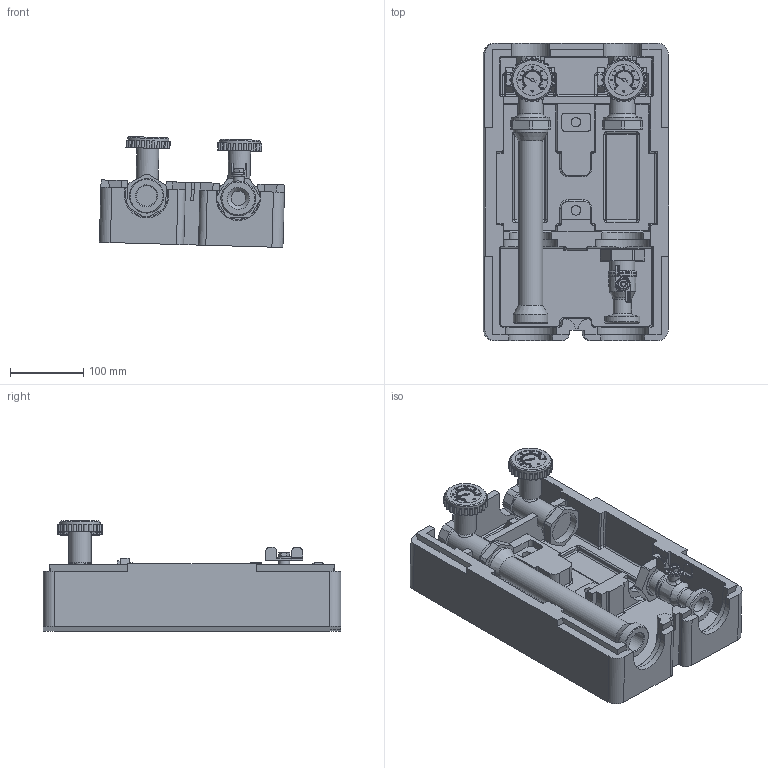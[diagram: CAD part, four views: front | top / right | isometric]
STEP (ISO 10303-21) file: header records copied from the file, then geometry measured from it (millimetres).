
FILE_DESCRIPTION(/* description */ (''),/* implementation_level */ '2;1');
FILE_NAME(/* name */ 'SA125-DN25_bez pokrywy.stp',/* time_stamp */ '2015-11-26T21:35:31+01:00',/* author */ ('ARTUR'),/* organization */ (''),/* preprocessor_version */ 'ST-DEVELOPER v15.6',/* originating_system */ 'Autodesk Inventor 2015',/* authorisation */ '');
FILE_SCHEMA (('CONFIG_CONTROL_DESIGN'));
Products named in the file (1): SA125-DN25_bez pokrywy
Bounding box: 252.28 x 405 x 150.92 mm (x, y, z)
Volume: 4686069.6 mm3; surface area: 569484.9 mm2
Topology: 2 solids, 3 shells, 2101 faces, 5819 edges, 3775 vertices
Faces by surface type: plane 1410, cylinder 566, torus 44, sphere 38, cone 27, bspline 16
Full cylindrical faces by diameter (mm): 6.647 x1, 8 x1, 8.5 x1, 13 x2, 13.654 x2, 15 x1, 20 x1, 25 x3, 28 x1, 30 x2, 33 x3, 33.8 x1, 35 x2, 37.8 x1, 38 x1, 41.7 x1, 42 x3, 43.8 x1, 45 x3, 47 x2, 47.7 x1, 52 x2, 56 x2
Entity records: 67736 total; most frequent: CARTESIAN_POINT 12840, ORIENTED_EDGE 11374, DIRECTION 11112, EDGE_CURVE 5687, LINE 4306, VECTOR 4306, VERTEX_POINT 3758, AXIS2_PLACEMENT_3D 3403
